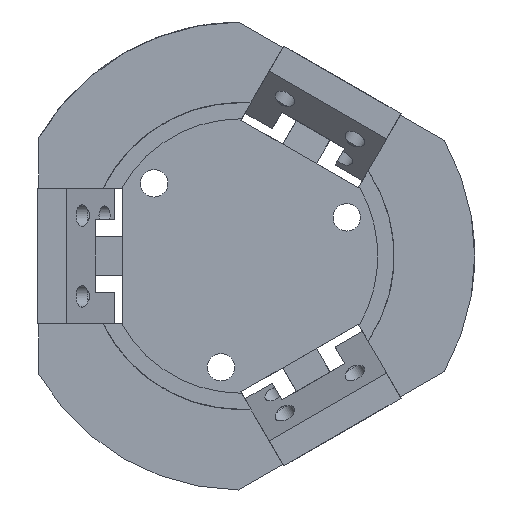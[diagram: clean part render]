
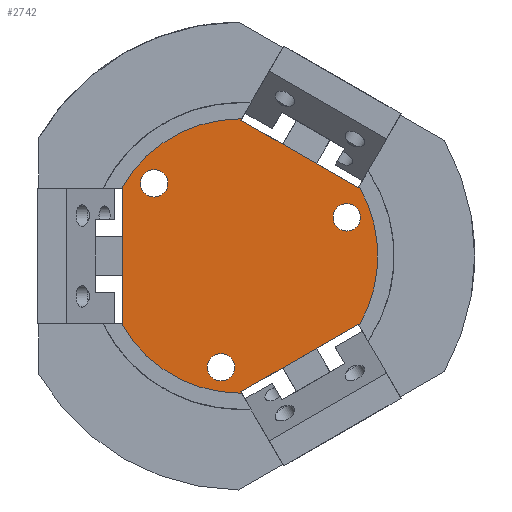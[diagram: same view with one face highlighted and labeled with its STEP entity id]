
A CAD part, front view. The second image highlights one B-rep face of the part: STEP entity #2742.
In plain terms, the highlighted planar face has unit normal (0, -1, 0).
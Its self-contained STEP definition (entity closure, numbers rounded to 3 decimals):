
#2536 = VERTEX_POINT( '', #7397 );
#2630 = EDGE_CURVE( '', #4022, #6640, #7503, .T. );
#2644 = EDGE_CURVE( '', #5962, #6116, #7519, .T. );
#2742 = ADVANCED_FACE( '', ( #7627, #7628, #7629, #7630 ), #7631, .T. );
#2746 = VERTEX_POINT( '', #7635 );
#2748 = VERTEX_POINT( '', #7637 );
#2798 = EDGE_CURVE( '', #5962, #4092, #7695, .T. );
#3032 = VERTEX_POINT( '', #7963 );
#3034 = EDGE_CURVE( '', #4236, #2746, #7965, .T. );
#3238 = VERTEX_POINT( '', #8199 );
#3316 = VERTEX_POINT( '', #8284 );
#3638 = EDGE_CURVE( '', #2746, #4236, #8637, .T. );
#3652 = VERTEX_POINT( '', #8651 );
#3930 = VERTEX_POINT( '', #8959 );
#4022 = VERTEX_POINT( '', #9060 );
#4038 = EDGE_CURVE( '', #4022, #5154, #9077, .T. );
#4056 = VERTEX_POINT( '', #9098 );
#4092 = VERTEX_POINT( '', #9140 );
#4236 = VERTEX_POINT( '', #9295 );
#4370 = VERTEX_POINT( '', #9441 );
#4784 = VERTEX_POINT( '', #9886 );
#4786 = EDGE_CURVE( '', #6114, #3316, #9888, .T. );
#4870 = VERTEX_POINT( '', #9986 );
#4922 = EDGE_CURVE( '', #2748, #3930, #10044, .T. );
#5032 = EDGE_CURVE( '', #6640, #4370, #10167, .T. );
#5122 = EDGE_CURVE( '', #3238, #4370, #10269, .T. );
#5154 = VERTEX_POINT( '', #10305 );
#5628 = EDGE_CURVE( '', #4870, #3930, #10826, .T. );
#5666 = EDGE_CURVE( '', #3032, #3652, #10869, .T. );
#5788 = EDGE_CURVE( '', #2536, #3238, #10999, .T. );
#5962 = VERTEX_POINT( '', #11190 );
#6062 = EDGE_CURVE( '', #4092, #4870, #11306, .T. );
#6114 = VERTEX_POINT( '', #11361 );
#6116 = VERTEX_POINT( '', #11363 );
#6246 = EDGE_CURVE( '', #5154, #3032, #11505, .T. );
#6640 = VERTEX_POINT( '', #11942 );
#6772 = EDGE_CURVE( '', #4056, #4784, #12087, .T. );
#6842 = EDGE_CURVE( '', #3316, #6114, #12168, .T. );
#6848 = EDGE_CURVE( '', #2748, #2536, #12174, .T. );
#7014 = EDGE_CURVE( '', #6116, #3652, #12350, .T. );
#7296 = EDGE_CURVE( '', #4784, #4056, #12666, .T. );
#7397 = CARTESIAN_POINT( '', ( 36.437, 3.5, 21.11 ) );
#7503 = CIRCLE( '', #12971, 42.5 );
#7519 = CIRCLE( '', #12995, 42.5 );
#7627 = FACE_OUTER_BOUND( '', #13140, .T. );
#7628 = FACE_BOUND( '', #13141, .T. );
#7629 = FACE_BOUND( '', #13142, .T. );
#7630 = FACE_BOUND( '', #13143, .T. );
#7631 = PLANE( '', #13144 );
#7635 = CARTESIAN_POINT( '', ( 37.13, 3.5, 11.97 ) );
#7637 = CARTESIAN_POINT( '', ( 36.661, 3.5, 21.499 ) );
#7695 = LINE( '', #13226, #13227 );
#7963 = CARTESIAN_POINT( '', ( -36.5, 3.5, -21. ) );
#7965 = CIRCLE( '', #13625, 4.25 );
#8199 = CARTESIAN_POINT( '', ( 0.063, 3.5, 42.11 ) );
#8284 = CARTESIAN_POINT( '', ( -1.83, 3.5, -34.47 ) );
#8637 = CIRCLE( '', #14609, 4.25 );
#8651 = CARTESIAN_POINT( '', ( -36.949, 3.5, -21. ) );
#8959 = CARTESIAN_POINT( '', ( 36.661, 3.5, -21.499 ) );
#9060 = CARTESIAN_POINT( '', ( -36.949, 3.5, 21. ) );
#9077 = LINE( '', #15250, #15251 );
#9098 = CARTESIAN_POINT( '', ( -31.06, 3.5, 22.5 ) );
#9140 = CARTESIAN_POINT( '', ( 0.063, 3.5, -42.11 ) );
#9295 = CARTESIAN_POINT( '', ( 28.63, 3.5, 11.97 ) );
#9441 = CARTESIAN_POINT( '', ( 0.288, 3.5, 42.499 ) );
#9886 = CARTESIAN_POINT( '', ( -22.56, 3.5, 22.5 ) );
#9888 = CIRCLE( '', #16538, 4.25 );
#9986 = CARTESIAN_POINT( '', ( 36.437, 3.5, -21.11 ) );
#10044 = CIRCLE( '', #16788, 42.5 );
#10167 = CIRCLE( '', #16950, 42.5 );
#10269 = LINE( '', #17115, #17116 );
#10305 = CARTESIAN_POINT( '', ( -36.5, 3.5, 21. ) );
#10826 = LINE( '', #17934, #17935 );
#10869 = LINE( '', #18010, #18011 );
#10999 = LINE( '', #18207, #18208 );
#11190 = CARTESIAN_POINT( '', ( 0.288, 3.5, -42.499 ) );
#11306 = LINE( '', #18677, #18678 );
#11361 = CARTESIAN_POINT( '', ( -10.33, 3.5, -34.47 ) );
#11363 = CARTESIAN_POINT( '', ( 0., 3.5, -42.5 ) );
#11505 = LINE( '', #18962, #18963 );
#11942 = CARTESIAN_POINT( '', ( 0., 3.5, 42.5 ) );
#12087 = CIRCLE( '', #19913, 4.25 );
#12168 = CIRCLE( '', #20011, 4.25 );
#12174 = LINE( '', #20038, #20039 );
#12350 = CIRCLE( '', #20315, 42.5 );
#12666 = CIRCLE( '', #20788, 4.25 );
#12971 = AXIS2_PLACEMENT_3D( '', #20990, #20991, #20992 );
#12995 = AXIS2_PLACEMENT_3D( '', #21007, #21008, #21009 );
#13140 = EDGE_LOOP( '', ( #21145, #21146, #21147, #21148, #21149, #21150, #21151, #21152, #21153, #21154, #21155, #21156, #21157, #21158 ) );
#13141 = EDGE_LOOP( '', ( #21159, #21160 ) );
#13142 = EDGE_LOOP( '', ( #21161, #21162 ) );
#13143 = EDGE_LOOP( '', ( #21163, #21164 ) );
#13144 = AXIS2_PLACEMENT_3D( '', #21165, #21166, #21167 );
#13226 = CARTESIAN_POINT( '', ( -4.461, 3.5, -34.274 ) );
#13227 = VECTOR( '', #21256, 1. );
#13625 = AXIS2_PLACEMENT_3D( '', #21605, #21606, #21607 );
#14609 = AXIS2_PLACEMENT_3D( '', #22376, #22377, #22378 );
#15250 = CARTESIAN_POINT( '', ( -18.25, 3.5, 21. ) );
#15251 = VECTOR( '', #22855, 1. );
#16538 = AXIS2_PLACEMENT_3D( '', #23678, #23679, #23680 );
#16788 = AXIS2_PLACEMENT_3D( '', #23884, #23885, #23886 );
#16950 = AXIS2_PLACEMENT_3D( '', #24034, #24035, #24036 );
#17115 = CARTESIAN_POINT( '', ( -4.787, 3.5, 33.708 ) );
#17116 = VECTOR( '', #24161, 1. );
#17934 = CARTESIAN_POINT( '', ( 40.787, 3.5, -28.646 ) );
#17935 = VECTOR( '', #24831, 1. );
#18010 = CARTESIAN_POINT( '', ( -36., 3.5, -21. ) );
#18011 = VECTOR( '', #24873, 1. );
#18207 = CARTESIAN_POINT( '', ( 13.757, 3.5, 34.204 ) );
#18208 = VECTOR( '', #25003, 1. );
#18677 = CARTESIAN_POINT( '', ( 22.743, 3.5, -29.016 ) );
#18678 = VECTOR( '', #25365, 1. );
#18962 = CARTESIAN_POINT( '', ( -36.5, 3.5, -21.125 ) );
#18963 = VECTOR( '', #25554, 1. );
#19913 = AXIS2_PLACEMENT_3D( '', #26273, #26274, #26275 );
#20011 = AXIS2_PLACEMENT_3D( '', #26409, #26410, #26411 );
#20038 = CARTESIAN_POINT( '', ( 22.711, 3.5, -2.664 ) );
#20039 = VECTOR( '', #26413, 1. );
#20315 = AXIS2_PLACEMENT_3D( '', #26568, #26569, #26570 );
#20788 = AXIS2_PLACEMENT_3D( '', #26943, #26944, #26945 );
#20990 = CARTESIAN_POINT( '', ( 0., 3.5, 0. ) );
#20991 = DIRECTION( '', ( 0., 1., 0. ) );
#20992 = DIRECTION( '', ( 0., 0., -1. ) );
#21007 = CARTESIAN_POINT( '', ( 0., 3.5, 0. ) );
#21008 = DIRECTION( '', ( 0., 1., 0. ) );
#21009 = DIRECTION( '', ( 0., 0., -1. ) );
#21145 = ORIENTED_EDGE( '', *, *, #5666, .T. );
#21146 = ORIENTED_EDGE( '', *, *, #7014, .F. );
#21147 = ORIENTED_EDGE( '', *, *, #2644, .F. );
#21148 = ORIENTED_EDGE( '', *, *, #2798, .T. );
#21149 = ORIENTED_EDGE( '', *, *, #6062, .T. );
#21150 = ORIENTED_EDGE( '', *, *, #5628, .T. );
#21151 = ORIENTED_EDGE( '', *, *, #4922, .F. );
#21152 = ORIENTED_EDGE( '', *, *, #6848, .T. );
#21153 = ORIENTED_EDGE( '', *, *, #5788, .T. );
#21154 = ORIENTED_EDGE( '', *, *, #5122, .T. );
#21155 = ORIENTED_EDGE( '', *, *, #5032, .F. );
#21156 = ORIENTED_EDGE( '', *, *, #2630, .F. );
#21157 = ORIENTED_EDGE( '', *, *, #4038, .T. );
#21158 = ORIENTED_EDGE( '', *, *, #6246, .T. );
#21159 = ORIENTED_EDGE( '', *, *, #6772, .T. );
#21160 = ORIENTED_EDGE( '', *, *, #7296, .T. );
#21161 = ORIENTED_EDGE( '', *, *, #4786, .T. );
#21162 = ORIENTED_EDGE( '', *, *, #6842, .T. );
#21163 = ORIENTED_EDGE( '', *, *, #3034, .T. );
#21164 = ORIENTED_EDGE( '', *, *, #3638, .T. );
#21165 = CARTESIAN_POINT( '', ( 0., 3.5, -21.25 ) );
#21166 = DIRECTION( '', ( 0., -1., 0. ) );
#21167 = DIRECTION( '', ( 0., 0., 1. ) );
#21256 = DIRECTION( '', ( -0.5, 0., 0.866 ) );
#21605 = CARTESIAN_POINT( '', ( 32.88, 3.5, 11.97 ) );
#21606 = DIRECTION( '', ( 0., 1., 0. ) );
#21607 = DIRECTION( '', ( 1., 0., 0. ) );
#22376 = CARTESIAN_POINT( '', ( 32.88, 3.5, 11.97 ) );
#22377 = DIRECTION( '', ( 0., 1., 0. ) );
#22378 = DIRECTION( '', ( 1., 0., 0. ) );
#22855 = DIRECTION( '', ( 1., 0., 0. ) );
#23678 = CARTESIAN_POINT( '', ( -6.08, 3.5, -34.47 ) );
#23679 = DIRECTION( '', ( 0., 1., 0. ) );
#23680 = DIRECTION( '', ( 1., 0., 0. ) );
#23884 = CARTESIAN_POINT( '', ( 0., 3.5, 0. ) );
#23885 = DIRECTION( '', ( 0., 1., 0. ) );
#23886 = DIRECTION( '', ( 0., 0., -1. ) );
#24034 = CARTESIAN_POINT( '', ( 0., 3.5, 0. ) );
#24035 = DIRECTION( '', ( 0., 1., 0. ) );
#24036 = DIRECTION( '', ( 0., 0., -1. ) );
#24161 = DIRECTION( '', ( 0.5, 0., 0.866 ) );
#24831 = DIRECTION( '', ( 0.5, 0., -0.866 ) );
#24873 = DIRECTION( '', ( -1., 0., 0. ) );
#25003 = DIRECTION( '', ( -0.866, 0., 0.5 ) );
#25365 = DIRECTION( '', ( 0.866, 0., 0.5 ) );
#25554 = DIRECTION( '', ( 0., 0., -1. ) );
#26273 = CARTESIAN_POINT( '', ( -26.81, 3.5, 22.5 ) );
#26274 = DIRECTION( '', ( 0., 1., 0. ) );
#26275 = DIRECTION( '', ( 1., 0., 0. ) );
#26409 = CARTESIAN_POINT( '', ( -6.08, 3.5, -34.47 ) );
#26410 = DIRECTION( '', ( 0., 1., 0. ) );
#26411 = DIRECTION( '', ( 1., 0., 0. ) );
#26413 = DIRECTION( '', ( -0.5, 0., -0.866 ) );
#26568 = CARTESIAN_POINT( '', ( 0., 3.5, 0. ) );
#26569 = DIRECTION( '', ( 0., 1., 0. ) );
#26570 = DIRECTION( '', ( 0., 0., -1. ) );
#26943 = CARTESIAN_POINT( '', ( -26.81, 3.5, 22.5 ) );
#26944 = DIRECTION( '', ( 0., 1., 0. ) );
#26945 = DIRECTION( '', ( 1., 0., 0. ) );
